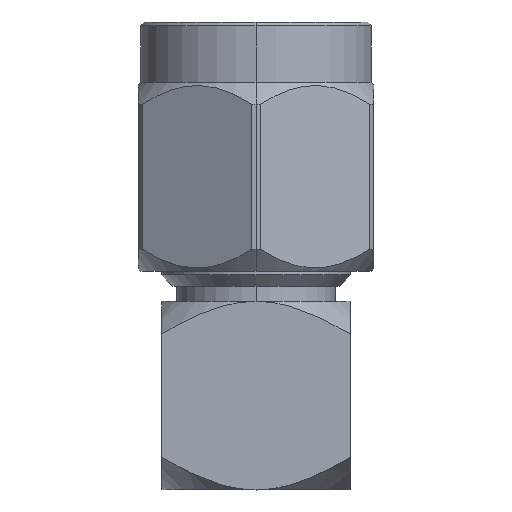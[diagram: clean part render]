
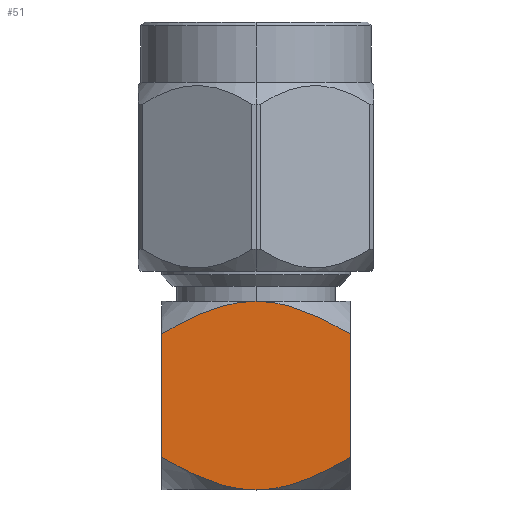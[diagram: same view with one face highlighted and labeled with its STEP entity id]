
A CAD part, left-side view. The second image highlights one B-rep face of the part: STEP entity #51.
In plain terms, the highlighted planar face has unit normal (-1, 0, 0).
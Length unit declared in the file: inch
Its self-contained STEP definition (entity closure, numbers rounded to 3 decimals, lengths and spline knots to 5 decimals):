
#47 = DIRECTION ( 'NONE',  ( 0., 0., -1. ) ) ;
#51 = ADVANCED_FACE ( 'NONE', ( #3765 ), #1523, .F. ) ;
#93 = EDGE_CURVE ( 'NONE', #3473, #5166, #1918, .T. ) ;
#98 = CARTESIAN_POINT ( 'NONE',  ( -0.125, 0.125, 0.08155 ) ) ;
#169 = ORIENTED_EDGE ( 'NONE', *, *, #4091, .F. ) ;
#225 = CARTESIAN_POINT ( 'NONE',  ( -0.125, 0.02225, 0.12372 ) ) ;
#337 = CARTESIAN_POINT ( 'NONE',  ( -0.125, 0.05487, -0.1156 ) ) ;
#475 = CARTESIAN_POINT ( 'NONE',  ( -0.125, -0.02237, -0.1237 ) ) ;
#676 = DIRECTION ( 'NONE',  ( 0., 0., -1. ) ) ;
#735 = CARTESIAN_POINT ( 'NONE',  ( -0.125, 0., -0.125 ) ) ;
#907 = CARTESIAN_POINT ( 'NONE',  ( -0.125, 0., -0.125 ) ) ;
#1067 = LINE ( 'NONE', #2662, #5022 ) ;
#1226 = CARTESIAN_POINT ( 'NONE',  ( -0.125, 0.02225, -0.12372 ) ) ;
#1330 = CARTESIAN_POINT ( 'NONE',  ( -0.125, -0.04426, -0.11897 ) ) ;
#1523 = PLANE ( 'NONE',  #2264 ) ;
#1622 = CARTESIAN_POINT ( 'NONE',  ( -0.125, 0.10583, -0.09293 ) ) ;
#1631 = ORIENTED_EDGE ( 'NONE', *, *, #5386, .F. ) ;
#1871 = DIRECTION ( 'NONE',  ( 0., 0., -1. ) ) ;
#1918 = B_SPLINE_CURVE_WITH_KNOTS ( 'NONE', 3,
 ( #2906, #5066, #2967, #4271, #4656, #3793, #4693, #5517 ),
 .UNSPECIFIED., .F., .F.,
 ( 4, 2, 2, 4 ),
 ( 0.01173, 0.01258, 0.01342, 0.01512 ),
 .UNSPECIFIED. ) ;
#1937 = EDGE_CURVE ( 'NONE', #3674, #3451, #3292, .T. ) ;
#2208 = CARTESIAN_POINT ( 'NONE',  ( -0.125, -0.125, -0.08155 ) ) ;
#2264 = AXIS2_PLACEMENT_3D ( 'NONE', #2436, #4973, #676 ) ;
#2374 = CARTESIAN_POINT ( 'NONE',  ( -0.125, -0.125, 0.08155 ) ) ;
#2409 = CARTESIAN_POINT ( 'NONE',  ( -0.125, 0.10583, 0.09293 ) ) ;
#2436 = CARTESIAN_POINT ( 'NONE',  ( -0.125, -0.125, 0.125 ) ) ;
#2440 = ORIENTED_EDGE ( 'NONE', *, *, #3714, .F. ) ;
#2493 = CARTESIAN_POINT ( 'NONE',  ( -0.125, 0.08597, -0.10353 ) ) ;
#2496 = B_SPLINE_CURVE_WITH_KNOTS ( 'NONE', 3,
 ( #735, #5520, #1226, #2909, #337, #2493, #1622, #5101 ),
 .UNSPECIFIED., .F., .F.,
 ( 4, 2, 2, 4 ),
 ( 0.00698, 0.00783, 0.00868, 0.01037 ),
 .UNSPECIFIED. ) ;
#2560 = CARTESIAN_POINT ( 'NONE',  ( -0.125, 0.01111, 0.125 ) ) ;
#2618 = CARTESIAN_POINT ( 'NONE',  ( -0.125, -0.10583, -0.09293 ) ) ;
#2662 = CARTESIAN_POINT ( 'NONE',  ( -0.125, -0.125, 0.125 ) ) ;
#2714 = CARTESIAN_POINT ( 'NONE',  ( -0.125, -0.125, -0.08155 ) ) ;
#2837 = CARTESIAN_POINT ( 'NONE',  ( -0.125, 0.04426, 0.11898 ) ) ;
#2893 = LINE ( 'NONE', #3146, #3645 ) ;
#2906 = CARTESIAN_POINT ( 'NONE',  ( -0.125, 0., 0.125 ) ) ;
#2909 = CARTESIAN_POINT ( 'NONE',  ( -0.125, 0.04426, -0.11898 ) ) ;
#2967 = CARTESIAN_POINT ( 'NONE',  ( -0.125, -0.02237, 0.1237 ) ) ;
#3020 = CARTESIAN_POINT ( 'NONE',  ( -0.125, 0., 0.125 ) ) ;
#3088 = CARTESIAN_POINT ( 'NONE',  ( -0.125, -0.08595, -0.10354 ) ) ;
#3146 = CARTESIAN_POINT ( 'NONE',  ( -0.125, 0.125, 0.125 ) ) ;
#3292 = B_SPLINE_CURVE_WITH_KNOTS ( 'NONE', 3,
 ( #2208, #2618, #3088, #3931, #1330, #475, #3521, #907 ),
 .UNSPECIFIED., .F., .F.,
 ( 4, 2, 2, 4 ),
 ( 0.00359, 0.00528, 0.00613, 0.00698 ),
 .UNSPECIFIED. ) ;
#3451 = VERTEX_POINT ( 'NONE', #4330 ) ;
#3473 = VERTEX_POINT ( 'NONE', #3020 ) ;
#3483 = CARTESIAN_POINT ( 'NONE',  ( -0.125, 0.125, -0.08155 ) ) ;
#3521 = CARTESIAN_POINT ( 'NONE',  ( -0.125, -0.01111, -0.125 ) ) ;
#3617 = ORIENTED_EDGE ( 'NONE', *, *, #1937, .F. ) ;
#3645 = VECTOR ( 'NONE', #1871, 39.37008 ) ;
#3674 = VERTEX_POINT ( 'NONE', #2714 ) ;
#3714 = EDGE_CURVE ( 'NONE', #5166, #3674, #1067, .T. ) ;
#3765 = FACE_OUTER_BOUND ( 'NONE', #5635, .T. ) ;
#3793 = CARTESIAN_POINT ( 'NONE',  ( -0.125, -0.08595, 0.10354 ) ) ;
#3861 = CARTESIAN_POINT ( 'NONE',  ( -0.125, 0., 0.125 ) ) ;
#3931 = CARTESIAN_POINT ( 'NONE',  ( -0.125, -0.05485, -0.11561 ) ) ;
#4091 = EDGE_CURVE ( 'NONE', #5577, #3473, #5007, .T. ) ;
#4148 = CARTESIAN_POINT ( 'NONE',  ( -0.125, 0.125, 0.08155 ) ) ;
#4271 = CARTESIAN_POINT ( 'NONE',  ( -0.125, -0.04426, 0.11897 ) ) ;
#4330 = CARTESIAN_POINT ( 'NONE',  ( -0.125, 0., -0.125 ) ) ;
#4483 = VERTEX_POINT ( 'NONE', #3483 ) ;
#4510 = ORIENTED_EDGE ( 'NONE', *, *, #5414, .T. ) ;
#4605 = CARTESIAN_POINT ( 'NONE',  ( -0.125, 0.05487, 0.1156 ) ) ;
#4656 = CARTESIAN_POINT ( 'NONE',  ( -0.125, -0.05485, 0.11561 ) ) ;
#4693 = CARTESIAN_POINT ( 'NONE',  ( -0.125, -0.10583, 0.09293 ) ) ;
#4955 = ORIENTED_EDGE ( 'NONE', *, *, #93, .F. ) ;
#4973 = DIRECTION ( 'NONE',  ( 1., 0., 0. ) ) ;
#5007 = B_SPLINE_CURVE_WITH_KNOTS ( 'NONE', 3,
 ( #4148, #2409, #5451, #4605, #2837, #225, #2560, #3861 ),
 .UNSPECIFIED., .F., .F.,
 ( 4, 2, 2, 4 ),
 ( 0.00835, 0.01004, 0.01089, 0.01173 ),
 .UNSPECIFIED. ) ;
#5022 = VECTOR ( 'NONE', #47, 39.37008 ) ;
#5066 = CARTESIAN_POINT ( 'NONE',  ( -0.125, -0.01111, 0.125 ) ) ;
#5101 = CARTESIAN_POINT ( 'NONE',  ( -0.125, 0.125, -0.08155 ) ) ;
#5166 = VERTEX_POINT ( 'NONE', #2374 ) ;
#5386 = EDGE_CURVE ( 'NONE', #3451, #4483, #2496, .T. ) ;
#5414 = EDGE_CURVE ( 'NONE', #5577, #4483, #2893, .T. ) ;
#5451 = CARTESIAN_POINT ( 'NONE',  ( -0.125, 0.08597, 0.10353 ) ) ;
#5517 = CARTESIAN_POINT ( 'NONE',  ( -0.125, -0.125, 0.08155 ) ) ;
#5520 = CARTESIAN_POINT ( 'NONE',  ( -0.125, 0.01111, -0.125 ) ) ;
#5577 = VERTEX_POINT ( 'NONE', #98 ) ;
#5635 = EDGE_LOOP ( 'NONE', ( #3617, #2440, #4955, #169, #4510, #1631 ) ) ;
